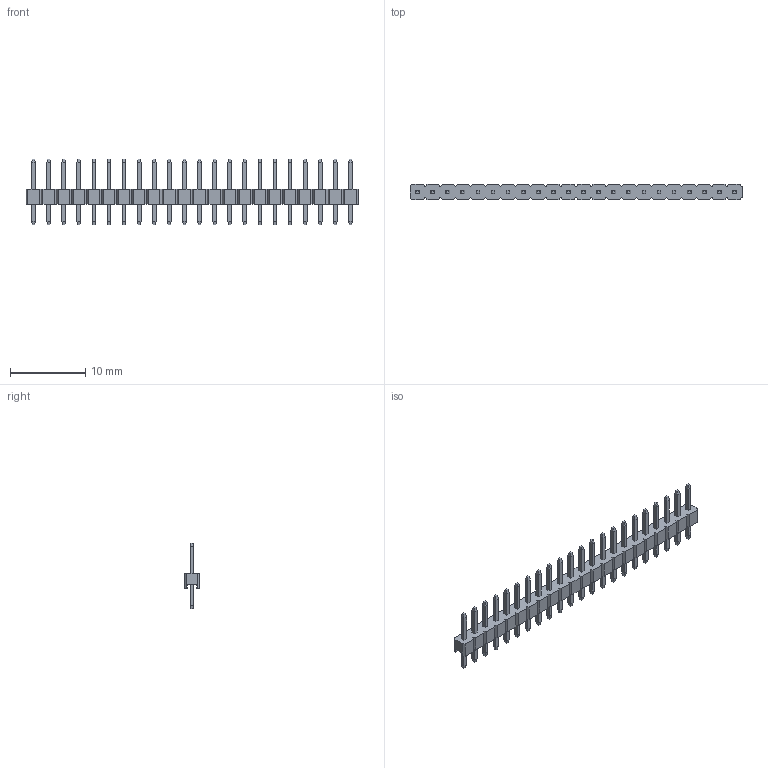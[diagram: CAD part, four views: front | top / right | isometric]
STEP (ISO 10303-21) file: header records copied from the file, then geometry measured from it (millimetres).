
FILE_DESCRIPTION(/* description */ (''),/* implementation_level */ '2;1');
FILE_NAME(/* name */ 'pin header 1x22 pitch 2mm heigth 5mm',/* time_stamp */ '2019-04-03T18:22:45+02:00',/* author */ (''),/* organization */ (''),/* preprocessor_version */ 'ST-DEVELOPER v16.5',/* originating_system */ '',/* authorisation */ '');
FILE_SCHEMA (('AUTOMOTIVE_DESIGN'));
Length unit declared in the file: millimetre
Products named in the file (1): Document
Bounding box: 44 x 2 x 8.7 mm (x, y, z)
Volume: 180 mm3; surface area: 853.2 mm2
Topology: 23 solids, 23 shells, 580 faces, 1426 edges, 892 vertices
Faces by surface type: plane 580
Entity records: 14766 total; most frequent: CARTESIAN_POINT 4326, ORIENTED_EDGE 2852, EDGE_CURVE 1426, B_SPLINE_CURVE_WITH_KNOTS 1426, VERTEX_POINT 892, EDGE_LOOP 624, DIRECTION 584, AXIS2_PLACEMENT_3D 582
